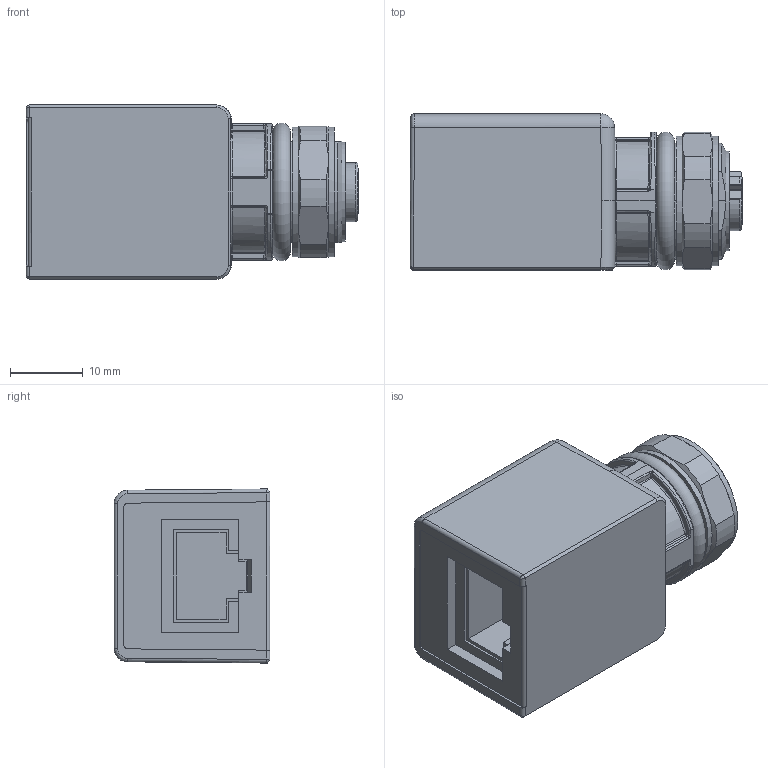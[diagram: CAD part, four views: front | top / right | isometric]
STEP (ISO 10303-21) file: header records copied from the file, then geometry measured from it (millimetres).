
FILE_DESCRIPTION(/* description */ (''),/* implementation_level */ '2;1');
FILE_NAME(/* name */ 'IE-WFKFDSY4-RJ45KS.stp',/* time_stamp */ '2016-09-21T11:20:55+02:00',/* author */ (''),/* organization */ (''),/* preprocessor_version */ 'ST-DEVELOPER v16',/* originating_system */ 'SIEMENS PLM Software NX 10.0',/* authorisation */ '');
FILE_SCHEMA (('AUTOMOTIVE_DESIGN { 1 0 10303 214 3 1 1 1 }'));
Length unit declared in the file: millimetre
Products named in the file (1): IE-WFKFDSY4-RJ45KS
Bounding box: 45.77 x 21.5 x 24 mm (x, y, z)
Volume: 16327.4 mm3; surface area: 6052 mm2
Topology: 1 solids, 1 shells, 297 faces, 747 edges, 443 vertices
Faces by surface type: cylinder 110, plane 106, bspline 40, sphere 21, cone 17, torus 3
Full cylindrical faces by diameter (mm): 1.15 x4, 8.5 x1, 11 x1, 13.75 x1, 16.1 x2, 17.9 x2
Entity records: 9864 total; most frequent: CARTESIAN_POINT 3397, ORIENTED_EDGE 1386, DIRECTION 1255, EDGE_CURVE 693, AXIS2_PLACEMENT_3D 468, VERTEX_POINT 433, EDGE_LOOP 336, LINE 319
